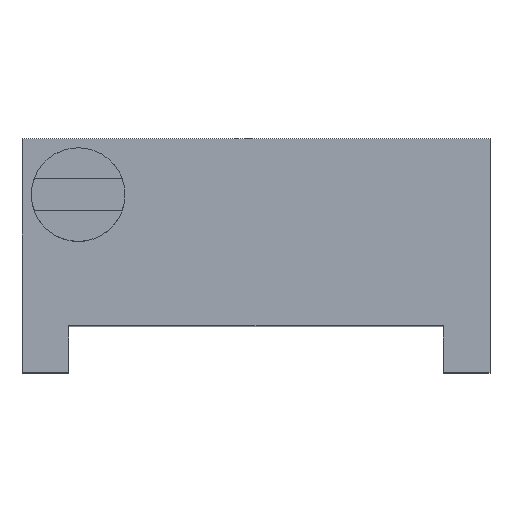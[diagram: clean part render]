
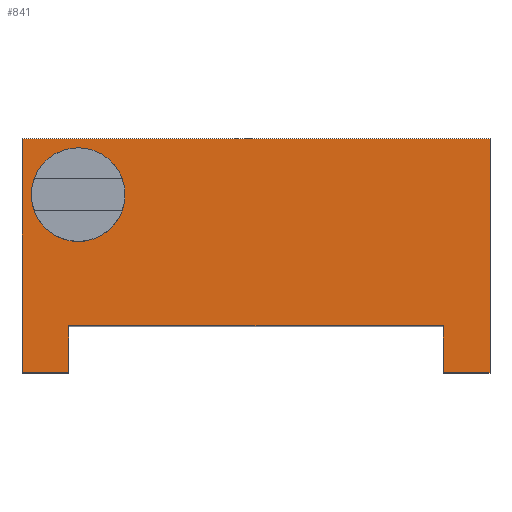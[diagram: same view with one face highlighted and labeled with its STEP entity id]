
A CAD part, top view. The second image highlights one B-rep face of the part: STEP entity #841.
In plain terms, the highlighted planar face has unit normal (0, 0, 1).
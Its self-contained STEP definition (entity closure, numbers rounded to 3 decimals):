
#32 = PLANE('',#33);
#33 = AXIS2_PLACEMENT_3D('',#34,#35,#36);
#34 = CARTESIAN_POINT('',(-5.,2.59,0.));
#35 = DIRECTION('',(0.,1.,0.));
#36 = DIRECTION('',(1.,0.,0.));
#57 = VERTEX_POINT('',#58);
#58 = CARTESIAN_POINT('',(-5.,2.59,10.));
#72 = PLANE('',#73);
#73 = AXIS2_PLACEMENT_3D('',#74,#75,#76);
#74 = CARTESIAN_POINT('',(-5.,-2.41,0.));
#75 = DIRECTION('',(-1.,0.,0.));
#76 = DIRECTION('',(0.,1.,0.));
#84 = EDGE_CURVE('',#57,#85,#87,.T.);
#85 = VERTEX_POINT('',#86);
#86 = CARTESIAN_POINT('',(5.,2.59,10.));
#87 = SURFACE_CURVE('',#88,(#92,#99),.PCURVE_S1.);
#88 = LINE('',#89,#90);
#89 = CARTESIAN_POINT('',(-5.,2.59,10.));
#90 = VECTOR('',#91,1.);
#91 = DIRECTION('',(1.,0.,0.));
#92 = PCURVE('',#32,#93);
#93 = DEFINITIONAL_REPRESENTATION('',(#94),#98);
#94 = LINE('',#95,#96);
#95 = CARTESIAN_POINT('',(0.,-10.));
#96 = VECTOR('',#97,1.);
#97 = DIRECTION('',(1.,0.));
#98 = ( GEOMETRIC_REPRESENTATION_CONTEXT(2) 
PARAMETRIC_REPRESENTATION_CONTEXT() REPRESENTATION_CONTEXT('2D SPACE',''
  ) );
#99 = PCURVE('',#100,#105);
#100 = PLANE('',#101);
#101 = AXIS2_PLACEMENT_3D('',#102,#103,#104);
#102 = CARTESIAN_POINT('',(0.,0.09,10.));
#103 = DIRECTION('',(0.,0.,1.));
#104 = DIRECTION('',(1.,0.,0.));
#105 = DEFINITIONAL_REPRESENTATION('',(#106),#110);
#106 = LINE('',#107,#108);
#107 = CARTESIAN_POINT('',(-5.,2.5));
#108 = VECTOR('',#109,1.);
#109 = DIRECTION('',(1.,0.));
#110 = ( GEOMETRIC_REPRESENTATION_CONTEXT(2) 
PARAMETRIC_REPRESENTATION_CONTEXT() REPRESENTATION_CONTEXT('2D SPACE',''
  ) );
#128 = PLANE('',#129);
#129 = AXIS2_PLACEMENT_3D('',#130,#131,#132);
#130 = CARTESIAN_POINT('',(5.,2.59,0.));
#131 = DIRECTION('',(1.,0.,0.));
#132 = DIRECTION('',(0.,-1.,0.));
#686 = EDGE_CURVE('',#85,#687,#689,.T.);
#687 = VERTEX_POINT('',#688);
#688 = CARTESIAN_POINT('',(5.,-2.41,10.));
#689 = SURFACE_CURVE('',#690,(#694,#701),.PCURVE_S1.);
#690 = LINE('',#691,#692);
#691 = CARTESIAN_POINT('',(5.,2.59,10.));
#692 = VECTOR('',#693,1.);
#693 = DIRECTION('',(0.,-1.,0.));
#694 = PCURVE('',#128,#695);
#695 = DEFINITIONAL_REPRESENTATION('',(#696),#700);
#696 = LINE('',#697,#698);
#697 = CARTESIAN_POINT('',(0.,-10.));
#698 = VECTOR('',#699,1.);
#699 = DIRECTION('',(1.,0.));
#700 = ( GEOMETRIC_REPRESENTATION_CONTEXT(2) 
PARAMETRIC_REPRESENTATION_CONTEXT() REPRESENTATION_CONTEXT('2D SPACE',''
  ) );
#701 = PCURVE('',#100,#702);
#702 = DEFINITIONAL_REPRESENTATION('',(#703),#707);
#703 = LINE('',#704,#705);
#704 = CARTESIAN_POINT('',(5.,2.5));
#705 = VECTOR('',#706,1.);
#706 = DIRECTION('',(0.,-1.));
#707 = ( GEOMETRIC_REPRESENTATION_CONTEXT(2) 
PARAMETRIC_REPRESENTATION_CONTEXT() REPRESENTATION_CONTEXT('2D SPACE',''
  ) );
#725 = PLANE('',#726);
#726 = AXIS2_PLACEMENT_3D('',#727,#728,#729);
#727 = CARTESIAN_POINT('',(5.,-2.41,0.));
#728 = DIRECTION('',(0.,-1.,0.));
#729 = DIRECTION('',(-1.,0.,0.));
#841 = ADVANCED_FACE('',(#842,#1002),#100,.T.);
#842 = FACE_BOUND('',#843,.T.);
#843 = EDGE_LOOP('',(#844,#845,#868,#896,#924,#952,#980,#1001));
#844 = ORIENTED_EDGE('',*,*,#84,.F.);
#845 = ORIENTED_EDGE('',*,*,#846,.F.);
#846 = EDGE_CURVE('',#847,#57,#849,.T.);
#847 = VERTEX_POINT('',#848);
#848 = CARTESIAN_POINT('',(-5.,-2.41,10.));
#849 = SURFACE_CURVE('',#850,(#854,#861),.PCURVE_S1.);
#850 = LINE('',#851,#852);
#851 = CARTESIAN_POINT('',(-5.,-2.41,10.));
#852 = VECTOR('',#853,1.);
#853 = DIRECTION('',(0.,1.,0.));
#854 = PCURVE('',#100,#855);
#855 = DEFINITIONAL_REPRESENTATION('',(#856),#860);
#856 = LINE('',#857,#858);
#857 = CARTESIAN_POINT('',(-5.,-2.5));
#858 = VECTOR('',#859,1.);
#859 = DIRECTION('',(0.,1.));
#860 = ( GEOMETRIC_REPRESENTATION_CONTEXT(2) 
PARAMETRIC_REPRESENTATION_CONTEXT() REPRESENTATION_CONTEXT('2D SPACE',''
  ) );
#861 = PCURVE('',#72,#862);
#862 = DEFINITIONAL_REPRESENTATION('',(#863),#867);
#863 = LINE('',#864,#865);
#864 = CARTESIAN_POINT('',(0.,-10.));
#865 = VECTOR('',#866,1.);
#866 = DIRECTION('',(1.,0.));
#867 = ( GEOMETRIC_REPRESENTATION_CONTEXT(2) 
PARAMETRIC_REPRESENTATION_CONTEXT() REPRESENTATION_CONTEXT('2D SPACE',''
  ) );
#868 = ORIENTED_EDGE('',*,*,#869,.F.);
#869 = EDGE_CURVE('',#870,#847,#872,.T.);
#870 = VERTEX_POINT('',#871);
#871 = CARTESIAN_POINT('',(-4.,-2.41,10.));
#872 = SURFACE_CURVE('',#873,(#877,#884),.PCURVE_S1.);
#873 = LINE('',#874,#875);
#874 = CARTESIAN_POINT('',(5.,-2.41,10.));
#875 = VECTOR('',#876,1.);
#876 = DIRECTION('',(-1.,0.,0.));
#877 = PCURVE('',#100,#878);
#878 = DEFINITIONAL_REPRESENTATION('',(#879),#883);
#879 = LINE('',#880,#881);
#880 = CARTESIAN_POINT('',(5.,-2.5));
#881 = VECTOR('',#882,1.);
#882 = DIRECTION('',(-1.,0.));
#883 = ( GEOMETRIC_REPRESENTATION_CONTEXT(2) 
PARAMETRIC_REPRESENTATION_CONTEXT() REPRESENTATION_CONTEXT('2D SPACE',''
  ) );
#884 = PCURVE('',#885,#890);
#885 = PLANE('',#886);
#886 = AXIS2_PLACEMENT_3D('',#887,#888,#889);
#887 = CARTESIAN_POINT('',(5.,-2.41,0.));
#888 = DIRECTION('',(0.,-1.,0.));
#889 = DIRECTION('',(-1.,0.,0.));
#890 = DEFINITIONAL_REPRESENTATION('',(#891),#895);
#891 = LINE('',#892,#893);
#892 = CARTESIAN_POINT('',(0.,-10.));
#893 = VECTOR('',#894,1.);
#894 = DIRECTION('',(1.,0.));
#895 = ( GEOMETRIC_REPRESENTATION_CONTEXT(2) 
PARAMETRIC_REPRESENTATION_CONTEXT() REPRESENTATION_CONTEXT('2D SPACE',''
  ) );
#896 = ORIENTED_EDGE('',*,*,#897,.F.);
#897 = EDGE_CURVE('',#898,#870,#900,.T.);
#898 = VERTEX_POINT('',#899);
#899 = CARTESIAN_POINT('',(-4.,-1.41,10.));
#900 = SURFACE_CURVE('',#901,(#905,#912),.PCURVE_S1.);
#901 = LINE('',#902,#903);
#902 = CARTESIAN_POINT('',(-4.,-1.41,10.));
#903 = VECTOR('',#904,1.);
#904 = DIRECTION('',(0.,-1.,0.));
#905 = PCURVE('',#100,#906);
#906 = DEFINITIONAL_REPRESENTATION('',(#907),#911);
#907 = LINE('',#908,#909);
#908 = CARTESIAN_POINT('',(-4.,-1.5));
#909 = VECTOR('',#910,1.);
#910 = DIRECTION('',(0.,-1.));
#911 = ( GEOMETRIC_REPRESENTATION_CONTEXT(2) 
PARAMETRIC_REPRESENTATION_CONTEXT() REPRESENTATION_CONTEXT('2D SPACE',''
  ) );
#912 = PCURVE('',#913,#918);
#913 = PLANE('',#914);
#914 = AXIS2_PLACEMENT_3D('',#915,#916,#917);
#915 = CARTESIAN_POINT('',(-4.,-1.41,10.));
#916 = DIRECTION('',(-1.,0.,0.));
#917 = DIRECTION('',(0.,-1.,0.));
#918 = DEFINITIONAL_REPRESENTATION('',(#919),#923);
#919 = LINE('',#920,#921);
#920 = CARTESIAN_POINT('',(0.,0.));
#921 = VECTOR('',#922,1.);
#922 = DIRECTION('',(1.,0.));
#923 = ( GEOMETRIC_REPRESENTATION_CONTEXT(2) 
PARAMETRIC_REPRESENTATION_CONTEXT() REPRESENTATION_CONTEXT('2D SPACE',''
  ) );
#924 = ORIENTED_EDGE('',*,*,#925,.F.);
#925 = EDGE_CURVE('',#926,#898,#928,.T.);
#926 = VERTEX_POINT('',#927);
#927 = CARTESIAN_POINT('',(4.,-1.41,10.));
#928 = SURFACE_CURVE('',#929,(#933,#940),.PCURVE_S1.);
#929 = LINE('',#930,#931);
#930 = CARTESIAN_POINT('',(4.,-1.41,10.));
#931 = VECTOR('',#932,1.);
#932 = DIRECTION('',(-1.,0.,0.));
#933 = PCURVE('',#100,#934);
#934 = DEFINITIONAL_REPRESENTATION('',(#935),#939);
#935 = LINE('',#936,#937);
#936 = CARTESIAN_POINT('',(4.,-1.5));
#937 = VECTOR('',#938,1.);
#938 = DIRECTION('',(-1.,0.));
#939 = ( GEOMETRIC_REPRESENTATION_CONTEXT(2) 
PARAMETRIC_REPRESENTATION_CONTEXT() REPRESENTATION_CONTEXT('2D SPACE',''
  ) );
#940 = PCURVE('',#941,#946);
#941 = PLANE('',#942);
#942 = AXIS2_PLACEMENT_3D('',#943,#944,#945);
#943 = CARTESIAN_POINT('',(4.,-1.41,10.));
#944 = DIRECTION('',(0.,1.,0.));
#945 = DIRECTION('',(-1.,0.,0.));
#946 = DEFINITIONAL_REPRESENTATION('',(#947),#951);
#947 = LINE('',#948,#949);
#948 = CARTESIAN_POINT('',(0.,0.));
#949 = VECTOR('',#950,1.);
#950 = DIRECTION('',(1.,0.));
#951 = ( GEOMETRIC_REPRESENTATION_CONTEXT(2) 
PARAMETRIC_REPRESENTATION_CONTEXT() REPRESENTATION_CONTEXT('2D SPACE',''
  ) );
#952 = ORIENTED_EDGE('',*,*,#953,.F.);
#953 = EDGE_CURVE('',#954,#926,#956,.T.);
#954 = VERTEX_POINT('',#955);
#955 = CARTESIAN_POINT('',(4.,-2.41,10.));
#956 = SURFACE_CURVE('',#957,(#961,#968),.PCURVE_S1.);
#957 = LINE('',#958,#959);
#958 = CARTESIAN_POINT('',(4.,-2.41,10.));
#959 = VECTOR('',#960,1.);
#960 = DIRECTION('',(0.,1.,0.));
#961 = PCURVE('',#100,#962);
#962 = DEFINITIONAL_REPRESENTATION('',(#963),#967);
#963 = LINE('',#964,#965);
#964 = CARTESIAN_POINT('',(4.,-2.5));
#965 = VECTOR('',#966,1.);
#966 = DIRECTION('',(0.,1.));
#967 = ( GEOMETRIC_REPRESENTATION_CONTEXT(2) 
PARAMETRIC_REPRESENTATION_CONTEXT() REPRESENTATION_CONTEXT('2D SPACE',''
  ) );
#968 = PCURVE('',#969,#974);
#969 = PLANE('',#970);
#970 = AXIS2_PLACEMENT_3D('',#971,#972,#973);
#971 = CARTESIAN_POINT('',(4.,-2.41,10.));
#972 = DIRECTION('',(1.,0.,0.));
#973 = DIRECTION('',(0.,1.,0.));
#974 = DEFINITIONAL_REPRESENTATION('',(#975),#979);
#975 = LINE('',#976,#977);
#976 = CARTESIAN_POINT('',(0.,0.));
#977 = VECTOR('',#978,1.);
#978 = DIRECTION('',(1.,0.));
#979 = ( GEOMETRIC_REPRESENTATION_CONTEXT(2) 
PARAMETRIC_REPRESENTATION_CONTEXT() REPRESENTATION_CONTEXT('2D SPACE',''
  ) );
#980 = ORIENTED_EDGE('',*,*,#981,.F.);
#981 = EDGE_CURVE('',#687,#954,#982,.T.);
#982 = SURFACE_CURVE('',#983,(#987,#994),.PCURVE_S1.);
#983 = LINE('',#984,#985);
#984 = CARTESIAN_POINT('',(5.,-2.41,10.));
#985 = VECTOR('',#986,1.);
#986 = DIRECTION('',(-1.,0.,0.));
#987 = PCURVE('',#100,#988);
#988 = DEFINITIONAL_REPRESENTATION('',(#989),#993);
#989 = LINE('',#990,#991);
#990 = CARTESIAN_POINT('',(5.,-2.5));
#991 = VECTOR('',#992,1.);
#992 = DIRECTION('',(-1.,0.));
#993 = ( GEOMETRIC_REPRESENTATION_CONTEXT(2) 
PARAMETRIC_REPRESENTATION_CONTEXT() REPRESENTATION_CONTEXT('2D SPACE',''
  ) );
#994 = PCURVE('',#725,#995);
#995 = DEFINITIONAL_REPRESENTATION('',(#996),#1000);
#996 = LINE('',#997,#998);
#997 = CARTESIAN_POINT('',(0.,-10.));
#998 = VECTOR('',#999,1.);
#999 = DIRECTION('',(1.,0.));
#1000 = ( GEOMETRIC_REPRESENTATION_CONTEXT(2) 
PARAMETRIC_REPRESENTATION_CONTEXT() REPRESENTATION_CONTEXT('2D SPACE',''
  ) );
#1001 = ORIENTED_EDGE('',*,*,#686,.F.);
#1002 = FACE_BOUND('',#1003,.T.);
#1003 = EDGE_LOOP('',(#1004));
#1004 = ORIENTED_EDGE('',*,*,#1005,.F.);
#1005 = EDGE_CURVE('',#1006,#1006,#1008,.T.);
#1006 = VERTEX_POINT('',#1007);
#1007 = CARTESIAN_POINT('',(-2.8,1.39,10.));
#1008 = SURFACE_CURVE('',#1009,(#1014,#1021),.PCURVE_S1.);
#1009 = CIRCLE('',#1010,1.);
#1010 = AXIS2_PLACEMENT_3D('',#1011,#1012,#1013);
#1011 = CARTESIAN_POINT('',(-3.8,1.39,10.));
#1012 = DIRECTION('',(0.,0.,1.));
#1013 = DIRECTION('',(1.,0.,0.));
#1014 = PCURVE('',#100,#1015);
#1015 = DEFINITIONAL_REPRESENTATION('',(#1016),#1020);
#1016 = CIRCLE('',#1017,1.);
#1017 = AXIS2_PLACEMENT_2D('',#1018,#1019);
#1018 = CARTESIAN_POINT('',(-3.8,1.3));
#1019 = DIRECTION('',(1.,0.));
#1020 = ( GEOMETRIC_REPRESENTATION_CONTEXT(2) 
PARAMETRIC_REPRESENTATION_CONTEXT() REPRESENTATION_CONTEXT('2D SPACE',''
  ) );
#1021 = PCURVE('',#1022,#1027);
#1022 = CYLINDRICAL_SURFACE('',#1023,1.);
#1023 = AXIS2_PLACEMENT_3D('',#1024,#1025,#1026);
#1024 = CARTESIAN_POINT('',(-3.8,1.39,10.));
#1025 = DIRECTION('',(-0.,-0.,-1.));
#1026 = DIRECTION('',(1.,0.,0.));
#1027 = DEFINITIONAL_REPRESENTATION('',(#1028),#1032);
#1028 = LINE('',#1029,#1030);
#1029 = CARTESIAN_POINT('',(-0.,0.));
#1030 = VECTOR('',#1031,1.);
#1031 = DIRECTION('',(-1.,0.));
#1032 = ( GEOMETRIC_REPRESENTATION_CONTEXT(2) 
PARAMETRIC_REPRESENTATION_CONTEXT() REPRESENTATION_CONTEXT('2D SPACE',''
  ) );
